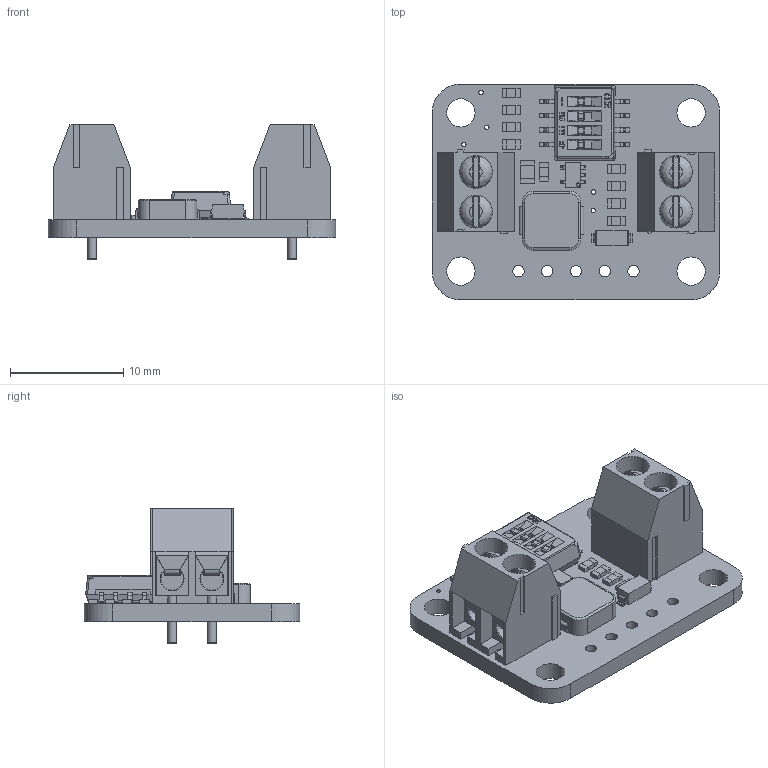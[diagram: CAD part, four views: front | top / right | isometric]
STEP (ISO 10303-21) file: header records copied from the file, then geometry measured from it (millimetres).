
FILE_DESCRIPTION(/* description */ (''),/* implementation_level */ '2;1');
FILE_NAME(/* name */ 'PCB Component.step',/* time_stamp */ '2025-06-27T14:15:52-04:00',/* author */ (''),/* organization */ (''),/* preprocessor_version */ 'ST-DEVELOPER v20.1',/* originating_system */ 'Autodesk Translation Framework v14.10.0.0',/* authorisation */ '');
FILE_SCHEMA (('AUTOMOTIVE_DESIGN { 1 0 10303 214 3 1 1 }'));
Length unit declared in the file: millimetre
Products named in the file (9): PCB Component; Board; TPS61169; 22uF; 6.8~10uH/2A; PMEG4010ER; 2.1 ohm; 3.5MM 2P; 4DIP 1.27mm
Assembly tree (17 placements, depth 2):
  PCB Component
    Board
    TPS61169
    22uF
    6.8~10uH/2A
    PMEG4010ER
    2.1 ohm  x9
    3.5MM 2P  x2
    4DIP 1.27mm
Bounding box: 25.4 x 19.05 x 11.9 mm (x, y, z)
Volume: 1408.8 mm3; surface area: 3290.6 mm2
Topology: 34 solids, 34 shells, 1310 faces, 3288 edges, 2072 vertices
Faces by surface type: plane 687, cylinder 395, torus 168, bspline 52, cone 8
Full cylindrical faces by diameter (mm): 0.3 x1, 0.394 x20, 0.77 x4, 1 x9, 1.2 x1, 1.86 x4, 2 x16, 2.5 x4, 2.9 x8
Entity records: 28627 total; most frequent: CARTESIAN_POINT 5551, DIRECTION 4790, ORIENTED_EDGE 4524, EDGE_CURVE 2262, AXIS2_PLACEMENT_3D 1678, VERTEX_POINT 1440, LINE 1434, VECTOR 1434
